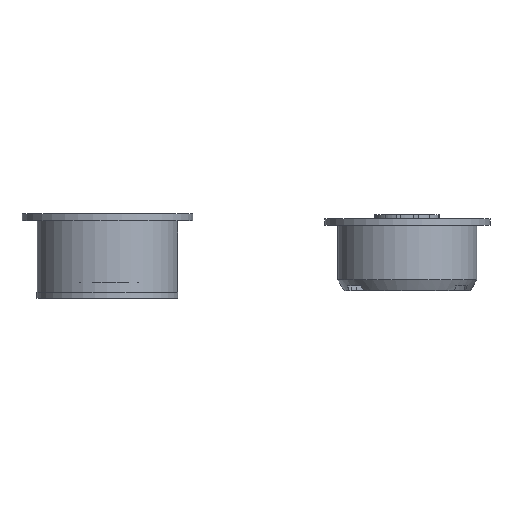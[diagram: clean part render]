
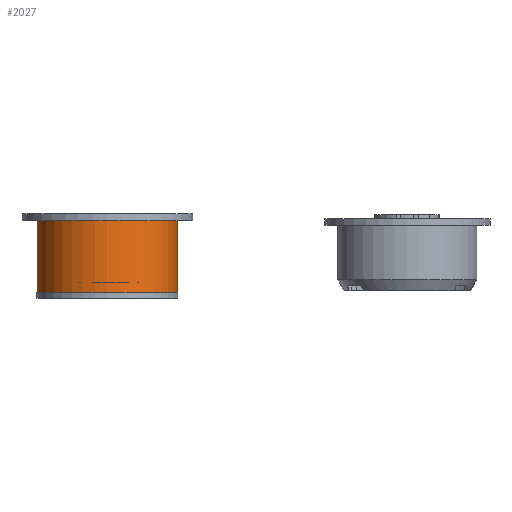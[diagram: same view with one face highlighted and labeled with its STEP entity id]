
A CAD part, left-side view. The second image highlights one B-rep face of the part: STEP entity #2027.
In plain terms, the highlighted cylindrical face has radius 5.818 mm (diameter 11.635 mm), a full revolution.
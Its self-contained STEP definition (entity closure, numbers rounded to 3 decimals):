
#34=CYLINDRICAL_SURFACE('',#2179,5.818);
#85=CIRCLE('',#2159,5.818);
#89=CIRCLE('',#2173,5.818);
#273=FACE_OUTER_BOUND('',#391,.T.);
#391=EDGE_LOOP('',(#1888,#1889,#1890,#1891));
#595=LINE('',#3633,#797);
#797=VECTOR('',#2654,5.818);
#1009=VERTEX_POINT('',#3565);
#1028=VERTEX_POINT('',#3620);
#1286=EDGE_CURVE('',#1009,#1009,#85,.T.);
#1312=EDGE_CURVE('',#1028,#1028,#89,.T.);
#1317=EDGE_CURVE('',#1028,#1009,#595,.T.);
#1888=ORIENTED_EDGE('',*,*,#1312,.T.);
#1889=ORIENTED_EDGE('',*,*,#1317,.T.);
#1890=ORIENTED_EDGE('',*,*,#1286,.T.);
#1891=ORIENTED_EDGE('',*,*,#1317,.F.);
#2027=ADVANCED_FACE('',(#273),#34,.T.);
#2159=AXIS2_PLACEMENT_3D('',#3566,#2586,#2587);
#2173=AXIS2_PLACEMENT_3D('',#3621,#2636,#2637);
#2179=AXIS2_PLACEMENT_3D('',#3632,#2652,#2653);
#2586=DIRECTION('center_axis',(0.,0.,1.));
#2587=DIRECTION('ref_axis',(-1.,0.,0.));
#2636=DIRECTION('center_axis',(0.,0.,-1.));
#2637=DIRECTION('ref_axis',(-1.,0.,0.));
#2652=DIRECTION('center_axis',(0.,0.,1.));
#2653=DIRECTION('ref_axis',(-1.,0.,0.));
#2654=DIRECTION('',(0.,0.,-1.));
#3565=CARTESIAN_POINT('',(90.818,32.,-0.6));
#3566=CARTESIAN_POINT('Origin',(85.,32.,-0.6));
#3620=CARTESIAN_POINT('',(90.818,32.,5.3));
#3621=CARTESIAN_POINT('Origin',(85.,32.,5.3));
#3632=CARTESIAN_POINT('Origin',(85.,32.,-1.));
#3633=CARTESIAN_POINT('',(90.818,32.,-1.));
